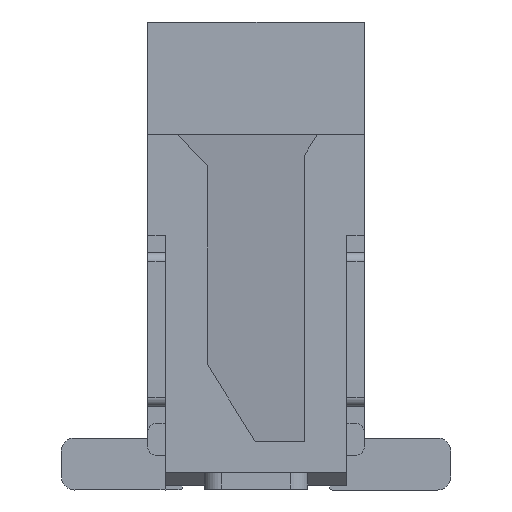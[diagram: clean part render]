
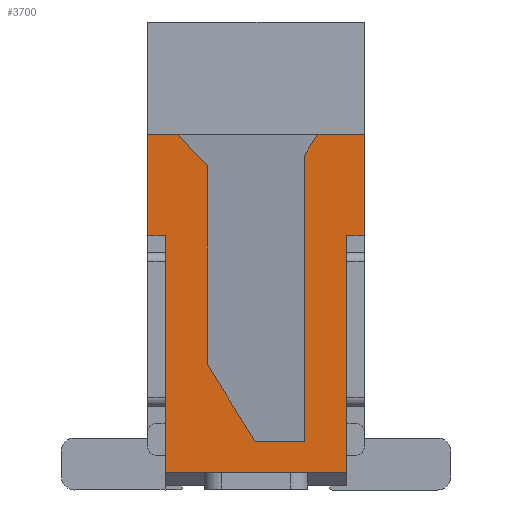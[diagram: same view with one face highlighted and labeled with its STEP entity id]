
A CAD part, left-side view. The second image highlights one B-rep face of the part: STEP entity #3700.
In plain terms, the highlighted planar face has unit normal (-1, 0, 0).
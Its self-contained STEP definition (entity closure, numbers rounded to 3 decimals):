
#44 = VECTOR ( 'NONE', #6437, 1000. ) ;
#221 = EDGE_CURVE ( 'NONE', #27047, #19498, #5345, .T. ) ;
#796 = ORIENTED_EDGE ( 'NONE', *, *, #17539, .T. ) ;
#891 = VECTOR ( 'NONE', #9641, 1000. ) ;
#1198 = ORIENTED_EDGE ( 'NONE', *, *, #25350, .T. ) ;
#1355 = VECTOR ( 'NONE', #17883, 1000. ) ;
#2029 = ORIENTED_EDGE ( 'NONE', *, *, #10984, .T. ) ;
#2269 = ORIENTED_EDGE ( 'NONE', *, *, #23805, .F. ) ;
#2731 = LINE ( 'NONE', #20226, #24974 ) ;
#3056 = VECTOR ( 'NONE', #3491, 1000. ) ;
#3491 = DIRECTION ( 'NONE',  ( 0., 0., 1. ) ) ;
#3682 = VERTEX_POINT ( 'NONE', #23140 ) ;
#3700 = ADVANCED_FACE ( 'NONE', ( #27658 ), #9693, .T. ) ;
#3951 = LINE ( 'NONE', #12534, #7364 ) ;
#3970 = CARTESIAN_POINT ( 'NONE',  ( -8.1, 1.25, 0.21 ) ) ;
#4315 = CARTESIAN_POINT ( 'NONE',  ( -8.1, -0.71, 1.38 ) ) ;
#4348 = LINE ( 'NONE', #6035, #23275 ) ;
#4709 = CARTESIAN_POINT ( 'NONE',  ( -8.1, 1.05, -2.53 ) ) ;
#4780 = ORIENTED_EDGE ( 'NONE', *, *, #26432, .T. ) ;
#4910 = EDGE_CURVE ( 'NONE', #19498, #8715, #20287, .T. ) ;
#5279 = CARTESIAN_POINT ( 'NONE',  ( -8.1, 1.05, -2.68 ) ) ;
#5345 = LINE ( 'NONE', #14099, #12611 ) ;
#5418 = CARTESIAN_POINT ( 'NONE',  ( -8.1, -1.25, 1.38 ) ) ;
#5585 = DIRECTION ( 'NONE',  ( 0., 0., -1. ) ) ;
#5636 = DIRECTION ( 'NONE',  ( -1., 0., 0. ) ) ;
#5729 = ORIENTED_EDGE ( 'NONE', *, *, #4910, .T. ) ;
#5773 = DIRECTION ( 'NONE',  ( 0., 0., 1. ) ) ;
#5857 = CARTESIAN_POINT ( 'NONE',  ( -8.1, -1.25, -2.68 ) ) ;
#6035 = CARTESIAN_POINT ( 'NONE',  ( -8.1, -1.05, 0. ) ) ;
#6203 = CARTESIAN_POINT ( 'NONE',  ( -8.1, 1.25, 1.38 ) ) ;
#6256 = VECTOR ( 'NONE', #19373, 1000. ) ;
#6437 = DIRECTION ( 'NONE',  ( 0., -1., 0. ) ) ;
#6466 = ORIENTED_EDGE ( 'NONE', *, *, #20521, .T. ) ;
#7152 = VERTEX_POINT ( 'NONE', #14455 ) ;
#7364 = VECTOR ( 'NONE', #19051, 1000. ) ;
#7786 = LINE ( 'NONE', #12145, #16327 ) ;
#8113 = EDGE_CURVE ( 'NONE', #9792, #3682, #19149, .T. ) ;
#8715 = VERTEX_POINT ( 'NONE', #17905 ) ;
#8853 = ORIENTED_EDGE ( 'NONE', *, *, #8113, .F. ) ;
#8907 = LINE ( 'NONE', #10743, #6256 ) ;
#9095 = ORIENTED_EDGE ( 'NONE', *, *, #27839, .T. ) ;
#9219 = CARTESIAN_POINT ( 'NONE',  ( -8.1, 0.01, -2.17 ) ) ;
#9338 = DIRECTION ( 'NONE',  ( 0., 0., -1. ) ) ;
#9512 = CARTESIAN_POINT ( 'NONE',  ( -8.1, 0.56, -2.68 ) ) ;
#9523 = LINE ( 'NONE', #18301, #19564 ) ;
#9641 = DIRECTION ( 'NONE',  ( 0., 0., 1. ) ) ;
#9693 = PLANE ( 'NONE',  #16595 ) ;
#9699 = VERTEX_POINT ( 'NONE', #22748 ) ;
#9792 = VERTEX_POINT ( 'NONE', #6203 ) ;
#10211 = EDGE_CURVE ( 'NONE', #9792, #27536, #25075, .T. ) ;
#10637 = ORIENTED_EDGE ( 'NONE', *, *, #13891, .T. ) ;
#10743 = CARTESIAN_POINT ( 'NONE',  ( -8.1, 0.56, 1.02 ) ) ;
#10984 = EDGE_CURVE ( 'NONE', #7152, #11467, #11934, .T. ) ;
#11371 = VECTOR ( 'NONE', #26750, 1000. ) ;
#11467 = VERTEX_POINT ( 'NONE', #5418 ) ;
#11934 = LINE ( 'NONE', #5857, #3056 ) ;
#12145 = CARTESIAN_POINT ( 'NONE',  ( -8.1, -1.25, -2.53 ) ) ;
#12234 = CARTESIAN_POINT ( 'NONE',  ( -8.1, -1.05, -2.53 ) ) ;
#12306 = CARTESIAN_POINT ( 'NONE',  ( -8.1, -1.25, -2.17 ) ) ;
#12534 = CARTESIAN_POINT ( 'NONE',  ( -8.1, 1.25, 0.21 ) ) ;
#12564 = DIRECTION ( 'NONE',  ( 0., -1., 0. ) ) ;
#12594 = VERTEX_POINT ( 'NONE', #12234 ) ;
#12611 = VECTOR ( 'NONE', #22858, 1000. ) ;
#12635 = CARTESIAN_POINT ( 'NONE',  ( -8.1, -1.25, 1.38 ) ) ;
#13241 = EDGE_LOOP ( 'NONE', ( #2269, #4780, #796, #23642, #14219, #5729, #6466, #8853, #23847, #18565, #10637, #1198, #9095, #14187, #2029 ) ) ;
#13891 = EDGE_CURVE ( 'NONE', #16878, #25167, #24495, .T. ) ;
#13988 = CARTESIAN_POINT ( 'NONE',  ( -8.1, -0.56, -2.17 ) ) ;
#14099 = CARTESIAN_POINT ( 'NONE',  ( -8.1, 0.01, -2.17 ) ) ;
#14187 = ORIENTED_EDGE ( 'NONE', *, *, #20971, .T. ) ;
#14219 = ORIENTED_EDGE ( 'NONE', *, *, #221, .T. ) ;
#14455 = CARTESIAN_POINT ( 'NONE',  ( -8.1, -1.25, 0.21 ) ) ;
#16275 = CARTESIAN_POINT ( 'NONE',  ( -8.1, -0.56, 1.14 ) ) ;
#16327 = VECTOR ( 'NONE', #12564, 1000. ) ;
#16595 = AXIS2_PLACEMENT_3D ( 'NONE', #18352, #5636, #5773 ) ;
#16869 = EDGE_CURVE ( 'NONE', #17093, #27047, #27021, .T. ) ;
#16878 = VERTEX_POINT ( 'NONE', #20656 ) ;
#17093 = VERTEX_POINT ( 'NONE', #13988 ) ;
#17539 = EDGE_CURVE ( 'NONE', #18566, #17093, #22388, .T. ) ;
#17883 = DIRECTION ( 'NONE',  ( 0., -1., 0. ) ) ;
#17905 = CARTESIAN_POINT ( 'NONE',  ( -8.1, 0.56, 1.02 ) ) ;
#18162 = CARTESIAN_POINT ( 'NONE',  ( -8.1, 1.25, -2.68 ) ) ;
#18301 = CARTESIAN_POINT ( 'NONE',  ( -8.1, -1.25, 1.38 ) ) ;
#18352 = CARTESIAN_POINT ( 'NONE',  ( -8.1, -1.25, -2.68 ) ) ;
#18565 = ORIENTED_EDGE ( 'NONE', *, *, #22505, .T. ) ;
#18566 = VERTEX_POINT ( 'NONE', #16275 ) ;
#19051 = DIRECTION ( 'NONE',  ( 0., -1., 0. ) ) ;
#19149 = LINE ( 'NONE', #12635, #44 ) ;
#19311 = DIRECTION ( 'NONE',  ( 0., 0., 1. ) ) ;
#19373 = DIRECTION ( 'NONE',  ( 0., 0.697, 0.717 ) ) ;
#19498 = VERTEX_POINT ( 'NONE', #23203 ) ;
#19564 = VECTOR ( 'NONE', #20018, 1000. ) ;
#19697 = VECTOR ( 'NONE', #5585, 1000. ) ;
#20018 = DIRECTION ( 'NONE',  ( 0., -1., 0. ) ) ;
#20226 = CARTESIAN_POINT ( 'NONE',  ( -8.1, -0.71, 1.38 ) ) ;
#20287 = LINE ( 'NONE', #9512, #891 ) ;
#20521 = EDGE_CURVE ( 'NONE', #8715, #3682, #8907, .T. ) ;
#20656 = CARTESIAN_POINT ( 'NONE',  ( -8.1, 1.05, 0.21 ) ) ;
#20934 = DIRECTION ( 'NONE',  ( 0., 1., 0. ) ) ;
#20971 = EDGE_CURVE ( 'NONE', #9699, #7152, #22026, .T. ) ;
#22026 = LINE ( 'NONE', #24265, #1355 ) ;
#22169 = VECTOR ( 'NONE', #20934, 1000. ) ;
#22388 = LINE ( 'NONE', #24213, #11371 ) ;
#22505 = EDGE_CURVE ( 'NONE', #27536, #16878, #3951, .T. ) ;
#22748 = CARTESIAN_POINT ( 'NONE',  ( -8.1, -1.05, 0.21 ) ) ;
#22838 = VECTOR ( 'NONE', #9338, 1000. ) ;
#22858 = DIRECTION ( 'NONE',  ( 0., 0.526, 0.851 ) ) ;
#23140 = CARTESIAN_POINT ( 'NONE',  ( -8.1, 0.91, 1.38 ) ) ;
#23203 = CARTESIAN_POINT ( 'NONE',  ( -8.1, 0.56, -1.28 ) ) ;
#23275 = VECTOR ( 'NONE', #19311, 1000. ) ;
#23642 = ORIENTED_EDGE ( 'NONE', *, *, #16869, .T. ) ;
#23805 = EDGE_CURVE ( 'NONE', #24023, #11467, #9523, .T. ) ;
#23847 = ORIENTED_EDGE ( 'NONE', *, *, #10211, .T. ) ;
#24023 = VERTEX_POINT ( 'NONE', #4315 ) ;
#24213 = CARTESIAN_POINT ( 'NONE',  ( -8.1, -0.56, -2.68 ) ) ;
#24265 = CARTESIAN_POINT ( 'NONE',  ( -8.1, -1.25, 0.21 ) ) ;
#24495 = LINE ( 'NONE', #5279, #22838 ) ;
#24974 = VECTOR ( 'NONE', #26428, 1000. ) ;
#25075 = LINE ( 'NONE', #18162, #19697 ) ;
#25167 = VERTEX_POINT ( 'NONE', #4709 ) ;
#25350 = EDGE_CURVE ( 'NONE', #25167, #12594, #7786, .T. ) ;
#26428 = DIRECTION ( 'NONE',  ( 0., 0.53, -0.848 ) ) ;
#26432 = EDGE_CURVE ( 'NONE', #24023, #18566, #2731, .T. ) ;
#26750 = DIRECTION ( 'NONE',  ( 0., 0., -1. ) ) ;
#27021 = LINE ( 'NONE', #12306, #22169 ) ;
#27047 = VERTEX_POINT ( 'NONE', #9219 ) ;
#27536 = VERTEX_POINT ( 'NONE', #3970 ) ;
#27658 = FACE_OUTER_BOUND ( 'NONE', #13241, .T. ) ;
#27839 = EDGE_CURVE ( 'NONE', #12594, #9699, #4348, .T. ) ;
